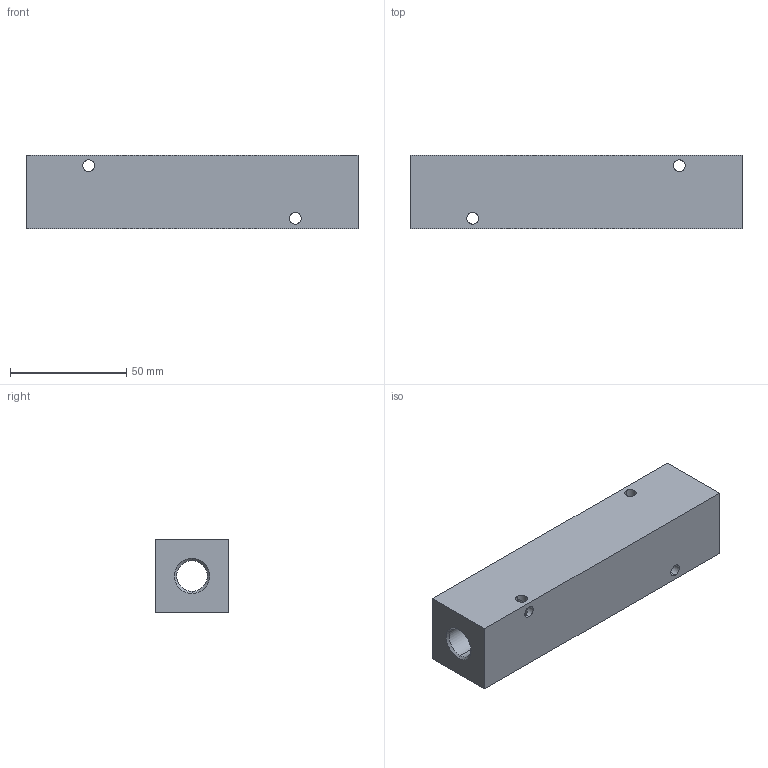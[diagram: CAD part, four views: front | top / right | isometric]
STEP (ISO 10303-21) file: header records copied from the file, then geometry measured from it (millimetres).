
FILE_DESCRIPTION (( 'STEP AP214' ), '1' );
FILE_NAME ('MRP-6DC.step', '2018-10-25T18:31:16', ( '' ), ( '' ), 'SwSTEP 2.0', 'SolidWorks 2018', '' );
FILE_SCHEMA (( 'AUTOMOTIVE_DESIGN' ));
Length unit declared in the file: inch
Products named in the file (1): MRP-6DC
Bounding box: 142.88 x 31.75 x 31.75 mm (x, y, z)
Volume: 115637.9 mm3; surface area: 28313.9 mm2
Topology: 1 solids, 1 shells, 52 faces, 134 edges, 80 vertices
Faces by surface type: cylinder 30, cone 16, plane 6
Entity records: 2158 total; most frequent: CARTESIAN_POINT 843, ORIENTED_EDGE 268, DIRECTION 260, EDGE_CURVE 134, AXIS2_PLACEMENT_3D 101, VERTEX_POINT 80, EDGE_LOOP 74, VECTOR 58
